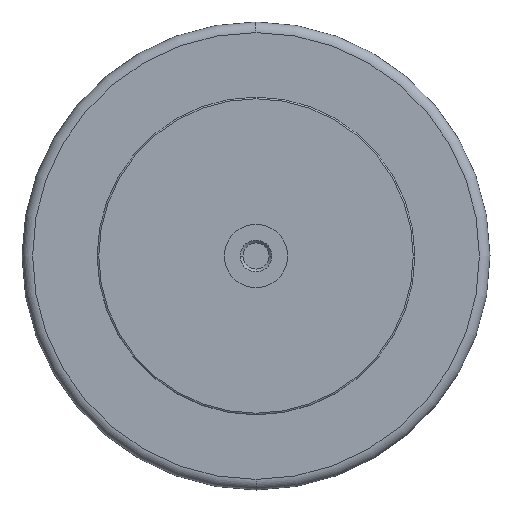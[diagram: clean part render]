
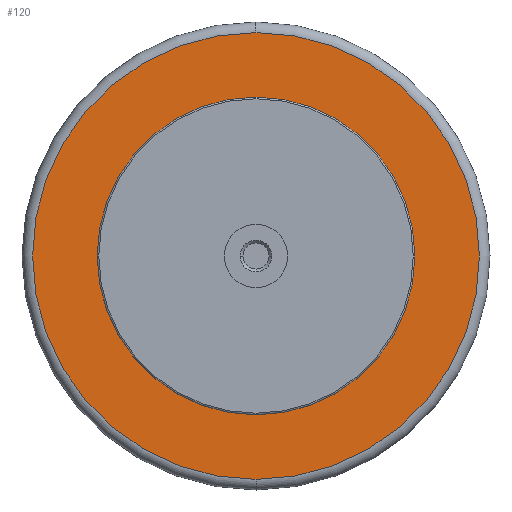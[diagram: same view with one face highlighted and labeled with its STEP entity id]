
A CAD part, left-side view. The second image highlights one B-rep face of the part: STEP entity #120.
In plain terms, the highlighted planar face has unit normal (-1, 0, 0).
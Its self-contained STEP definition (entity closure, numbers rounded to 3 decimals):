
#120=ADVANCED_FACE('',(#232,#233),#234,.T.);
#232=FACE_OUTER_BOUND('',#365,.T.);
#233=FACE_BOUND('',#366,.T.);
#234=PLANE('',#367);
#365=EDGE_LOOP('',(#754,#755,#756));
#366=EDGE_LOOP('',(#757,#758));
#367=AXIS2_PLACEMENT_3D('',#759,#760,#761);
#754=ORIENTED_EDGE('',*,*,#910,.F.);
#755=ORIENTED_EDGE('',*,*,#909,.F.);
#756=ORIENTED_EDGE('',*,*,#1001,.F.);
#757=ORIENTED_EDGE('',*,*,#917,.T.);
#758=ORIENTED_EDGE('',*,*,#1000,.T.);
#759=CARTESIAN_POINT('',(10.3,36.1,0.0));
#760=DIRECTION('',(-1.0,0.,0.0));
#761=DIRECTION('',(0.,-1.0,0.0));
#909=EDGE_CURVE('',#1083,#1086,#1087,.T.);
#910=EDGE_CURVE('',#1086,#1088,#1089,.T.);
#917=EDGE_CURVE('',#1093,#1099,#1101,.T.);
#1000=EDGE_CURVE('',#1099,#1093,#1238,.T.);
#1001=EDGE_CURVE('',#1088,#1083,#1239,.T.);
#1083=VERTEX_POINT('',#1337);
#1086=VERTEX_POINT('',#1340);
#1087=CIRCLE('',#1341,42.2);
#1088=VERTEX_POINT('',#1342);
#1089=CIRCLE('',#1343,42.2);
#1093=VERTEX_POINT('',#1347);
#1099=VERTEX_POINT('',#1354);
#1101=CIRCLE('',#1357,30.0);
#1238=CIRCLE('',#1538,30.0);
#1239=CIRCLE('',#1539,42.2);
#1337=CARTESIAN_POINT('',(10.3,0.,-42.2));
#1340=CARTESIAN_POINT('',(10.3,42.2,0.0));
#1341=AXIS2_PLACEMENT_3D('',#1632,#1633,#1634);
#1342=CARTESIAN_POINT('',(10.3,0.,42.2));
#1343=AXIS2_PLACEMENT_3D('',#1635,#1636,#1637);
#1347=CARTESIAN_POINT('',(10.3,30.0,0.0));
#1354=CARTESIAN_POINT('',(10.3,-30.0,0.));
#1357=AXIS2_PLACEMENT_3D('',#1652,#1653,#1654);
#1538=AXIS2_PLACEMENT_3D('',#1813,#1814,#1815);
#1539=AXIS2_PLACEMENT_3D('',#1816,#1817,#1818);
#1632=CARTESIAN_POINT('',(10.3,0.0,0.0));
#1633=DIRECTION('',(1.0,0.0,0.0));
#1634=DIRECTION('',(0.0,1.0,0.0));
#1635=CARTESIAN_POINT('',(10.3,0.0,0.0));
#1636=DIRECTION('',(1.0,0.0,0.0));
#1637=DIRECTION('',(0.0,1.0,0.0));
#1652=CARTESIAN_POINT('',(10.3,0.0,0.0));
#1653=DIRECTION('',(1.0,0.0,0.0));
#1654=DIRECTION('',(0.0,1.0,0.0));
#1813=CARTESIAN_POINT('',(10.3,0.0,0.0));
#1814=DIRECTION('',(1.0,0.0,0.0));
#1815=DIRECTION('',(0.0,1.0,0.0));
#1816=CARTESIAN_POINT('',(10.3,0.0,0.0));
#1817=DIRECTION('',(1.0,0.0,0.0));
#1818=DIRECTION('',(0.0,1.0,0.0));
